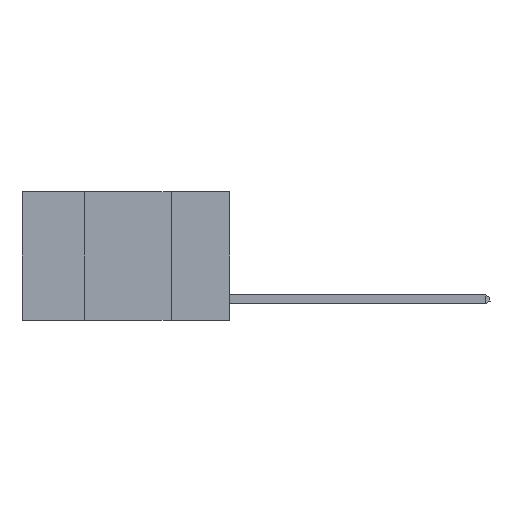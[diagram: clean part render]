
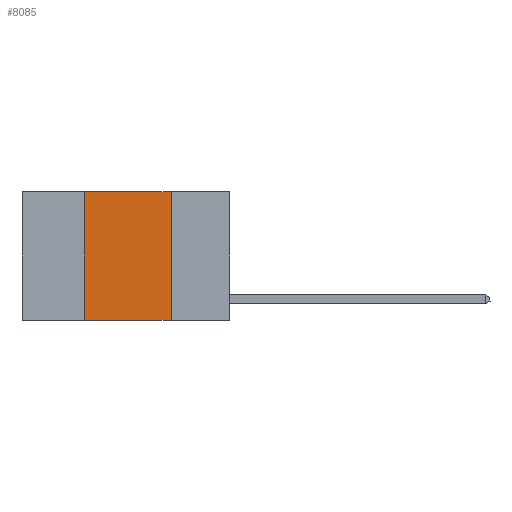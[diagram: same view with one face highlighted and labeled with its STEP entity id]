
A CAD part, left-side view. The second image highlights one B-rep face of the part: STEP entity #8085.
In plain terms, the highlighted planar face has unit normal (-1, 0, 0).
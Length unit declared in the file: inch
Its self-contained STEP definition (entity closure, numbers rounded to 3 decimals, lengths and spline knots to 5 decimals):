
#4 = EDGE_CURVE ( 'NONE', #6270, #8427, #12909, .T. ) ;
#310 = CARTESIAN_POINT ( 'NONE',  ( 0., 0.42, -0.37 ) ) ;
#719 = DIRECTION ( 'NONE',  ( 0., 0., 1. ) ) ;
#880 = DIRECTION ( 'NONE',  ( 0., 0., -1. ) ) ;
#1938 = EDGE_CURVE ( 'NONE', #6270, #6955, #9300, .T. ) ;
#2013 = AXIS2_PLACEMENT_3D ( 'NONE', #5408, #6599, #880 ) ;
#2447 = VECTOR ( 'NONE', #9163, 39.37008 ) ;
#2517 = CARTESIAN_POINT ( 'NONE',  ( 0., 0.17, 0. ) ) ;
#2630 = CARTESIAN_POINT ( 'NONE',  ( 0., 0.42, 0. ) ) ;
#3279 = EDGE_LOOP ( 'NONE', ( #13578, #11051, #11433, #5933 ) ) ;
#3538 = DIRECTION ( 'NONE',  ( 0., -1., 0. ) ) ;
#4382 = FACE_OUTER_BOUND ( 'NONE', #3279, .T. ) ;
#5408 = CARTESIAN_POINT ( 'NONE',  ( 0., 0.6, 0. ) ) ;
#5561 = VECTOR ( 'NONE', #11411, 39.37008 ) ;
#5933 = ORIENTED_EDGE ( 'NONE', *, *, #1938, .T. ) ;
#6270 = VERTEX_POINT ( 'NONE', #310 ) ;
#6336 = EDGE_CURVE ( 'NONE', #11299, #6955, #13603, .T. ) ;
#6594 = VECTOR ( 'NONE', #719, 39.37008 ) ;
#6599 = DIRECTION ( 'NONE',  ( 1., 0., 0. ) ) ;
#6955 = VERTEX_POINT ( 'NONE', #7055 ) ;
#7055 = CARTESIAN_POINT ( 'NONE',  ( 0., 0.17, -0.37 ) ) ;
#7470 = CARTESIAN_POINT ( 'NONE',  ( 0., 0.42, 0. ) ) ;
#7596 = VECTOR ( 'NONE', #3538, 39.37008 ) ;
#8085 = ADVANCED_FACE ( 'NONE', ( #4382 ), #12179, .F. ) ;
#8427 = VERTEX_POINT ( 'NONE', #2630 ) ;
#9163 = DIRECTION ( 'NONE',  ( 0., -1., 0. ) ) ;
#9300 = LINE ( 'NONE', #13754, #7596 ) ;
#9987 = CARTESIAN_POINT ( 'NONE',  ( 0., 0.17, 0. ) ) ;
#10346 = LINE ( 'NONE', #10492, #2447 ) ;
#10492 = CARTESIAN_POINT ( 'NONE',  ( 0., 0.6, 0. ) ) ;
#11051 = ORIENTED_EDGE ( 'NONE', *, *, #13071, .F. ) ;
#11299 = VERTEX_POINT ( 'NONE', #9987 ) ;
#11411 = DIRECTION ( 'NONE',  ( 0., 0., -1. ) ) ;
#11433 = ORIENTED_EDGE ( 'NONE', *, *, #4, .F. ) ;
#12179 = PLANE ( 'NONE',  #2013 ) ;
#12909 = LINE ( 'NONE', #7470, #6594 ) ;
#13071 = EDGE_CURVE ( 'NONE', #8427, #11299, #10346, .T. ) ;
#13578 = ORIENTED_EDGE ( 'NONE', *, *, #6336, .F. ) ;
#13603 = LINE ( 'NONE', #2517, #5561 ) ;
#13754 = CARTESIAN_POINT ( 'NONE',  ( 0., 0.6, -0.37 ) ) ;
